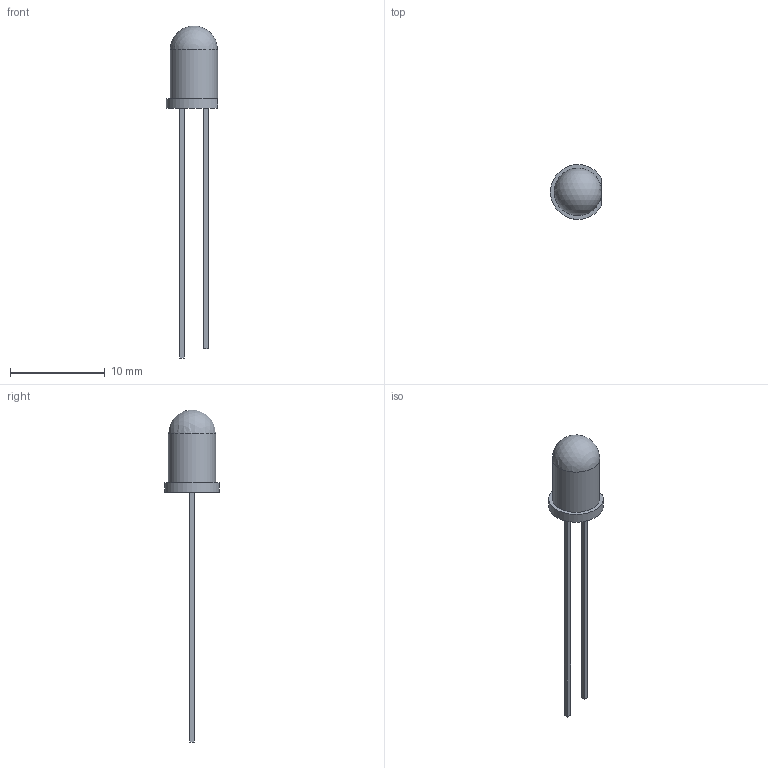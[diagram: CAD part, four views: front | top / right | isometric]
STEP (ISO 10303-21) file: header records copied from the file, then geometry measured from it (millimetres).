
FILE_DESCRIPTION( ( '' ), ' ' );
FILE_NAME( '5a6eacaca7f38e0d0412cb57.step', '2018-01-29T05:10:04', ( '' ), ( '' ), ' ', ' ', ' ' );
FILE_SCHEMA( ( 'AUTOMOTIVE_DESIGN { 1 0 10303 214 1 1 1 1 }' ) );
Length unit declared in the file: metre
Products named in the file (1): Open CASCADE STEP translator 6.8 1
Bounding box: 5.4 x 5.8 x 35.08 mm (x, y, z)
Volume: 173.4 mm3; surface area: 274.2 mm2
Topology: 1 solids, 1 shells, 16 faces, 38 edges, 24 vertices
Faces by surface type: plane 13, cylinder 2, sphere 1
Full cylindrical faces by diameter (mm): 5 x1
Entity records: 730 total; most frequent: CARTESIAN_POINT 72, DIRECTION 71, ORIENTED_EDGE 66, STYLED_ITEM 49, PRESENTATION_STYLE_ASSIGNMENT 49, COLOUR_RGB 49, EDGE_CURVE 33, CURVE_STYLE 33
